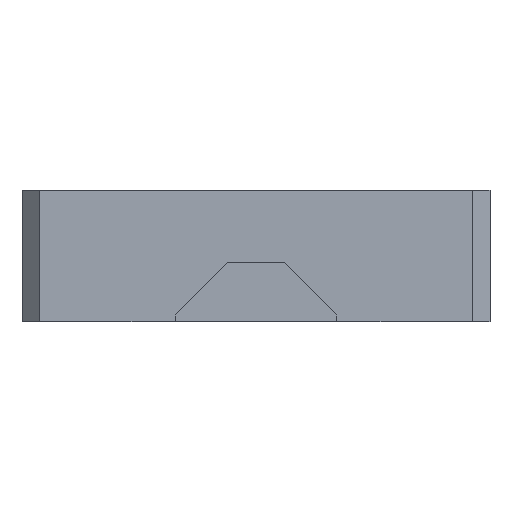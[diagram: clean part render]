
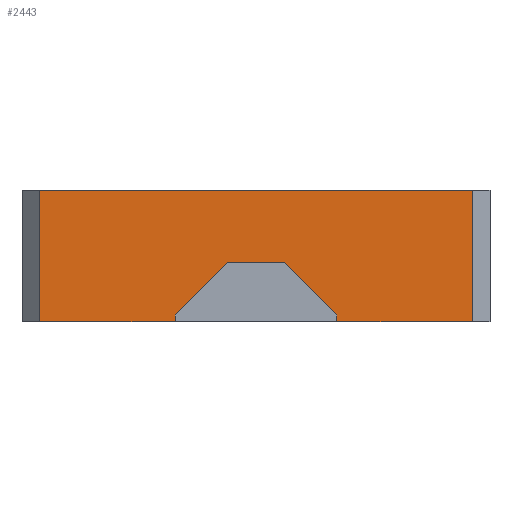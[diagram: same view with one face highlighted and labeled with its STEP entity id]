
A CAD part, left-side view. The second image highlights one B-rep face of the part: STEP entity #2443.
In plain terms, the highlighted planar face has unit normal (-1, 0, 0).
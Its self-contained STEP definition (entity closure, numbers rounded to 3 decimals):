
#98=CIRCLE('',#2590,0.27);
#99=CIRCLE('',#2591,0.27);
#199=FACE_OUTER_BOUND('',#330,.T.);
#330=EDGE_LOOP('',(#1823,#1824,#1825,#1826,#1827,#1828,#1829,#1830,#1831,
#1832,#1833,#1834));
#473=LINE('',#3501,#749);
#619=LINE('',#3782,#895);
#622=LINE('',#3788,#898);
#623=LINE('',#3790,#899);
#624=LINE('',#3792,#900);
#625=LINE('',#3794,#901);
#626=LINE('',#3798,#902);
#627=LINE('',#3802,#903);
#628=LINE('',#3804,#904);
#629=LINE('',#3805,#905);
#749=VECTOR('',#2792,10.);
#895=VECTOR('',#2984,10.);
#898=VECTOR('',#2989,10.);
#899=VECTOR('',#2990,10.);
#900=VECTOR('',#2991,10.);
#901=VECTOR('',#2992,10.);
#902=VECTOR('',#2995,10.);
#903=VECTOR('',#2998,10.);
#904=VECTOR('',#2999,10.);
#905=VECTOR('',#3000,10.);
#1024=VERTEX_POINT('',#3498);
#1025=VERTEX_POINT('',#3500);
#1137=VERTEX_POINT('',#3781);
#1139=VERTEX_POINT('',#3787);
#1140=VERTEX_POINT('',#3789);
#1141=VERTEX_POINT('',#3791);
#1142=VERTEX_POINT('',#3793);
#1143=VERTEX_POINT('',#3795);
#1144=VERTEX_POINT('',#3797);
#1145=VERTEX_POINT('',#3799);
#1146=VERTEX_POINT('',#3801);
#1147=VERTEX_POINT('',#3803);
#1257=EDGE_CURVE('',#1024,#1025,#473,.T.);
#1403=EDGE_CURVE('',#1025,#1137,#619,.T.);
#1406=EDGE_CURVE('',#1139,#1024,#622,.T.);
#1407=EDGE_CURVE('',#1139,#1140,#623,.T.);
#1408=EDGE_CURVE('',#1140,#1141,#624,.T.);
#1409=EDGE_CURVE('',#1142,#1141,#625,.T.);
#1410=EDGE_CURVE('',#1143,#1142,#98,.T.);
#1411=EDGE_CURVE('',#1144,#1143,#626,.T.);
#1412=EDGE_CURVE('',#1145,#1144,#99,.T.);
#1413=EDGE_CURVE('',#1146,#1145,#627,.T.);
#1414=EDGE_CURVE('',#1147,#1146,#628,.T.);
#1415=EDGE_CURVE('',#1147,#1137,#629,.T.);
#1823=ORIENTED_EDGE('',*,*,#1403,.F.);
#1824=ORIENTED_EDGE('',*,*,#1257,.F.);
#1825=ORIENTED_EDGE('',*,*,#1406,.F.);
#1826=ORIENTED_EDGE('',*,*,#1407,.T.);
#1827=ORIENTED_EDGE('',*,*,#1408,.T.);
#1828=ORIENTED_EDGE('',*,*,#1409,.F.);
#1829=ORIENTED_EDGE('',*,*,#1410,.F.);
#1830=ORIENTED_EDGE('',*,*,#1411,.F.);
#1831=ORIENTED_EDGE('',*,*,#1412,.F.);
#1832=ORIENTED_EDGE('',*,*,#1413,.F.);
#1833=ORIENTED_EDGE('',*,*,#1414,.F.);
#1834=ORIENTED_EDGE('',*,*,#1415,.T.);
#2354=PLANE('',#2589);
#2443=ADVANCED_FACE('',(#199),#2354,.T.);
#2589=AXIS2_PLACEMENT_3D('',#3786,#2987,#2988);
#2590=AXIS2_PLACEMENT_3D('',#3796,#2993,#2994);
#2591=AXIS2_PLACEMENT_3D('',#3800,#2996,#2997);
#2792=DIRECTION('',(0.,-1.,0.));
#2984=DIRECTION('',(0.,0.,-1.));
#2987=DIRECTION('center_axis',(-1.,0.,0.));
#2988=DIRECTION('ref_axis',(0.,-1.,0.));
#2989=DIRECTION('',(0.,0.,1.));
#2990=DIRECTION('',(0.,-1.,0.));
#2991=DIRECTION('',(0.,0.,1.));
#2992=DIRECTION('',(0.,0.707,-0.707));
#2993=DIRECTION('center_axis',(-1.,0.,0.));
#2994=DIRECTION('ref_axis',(0.,0.383,0.924));
#2995=DIRECTION('',(0.,1.,0.));
#2996=DIRECTION('center_axis',(-1.,0.,0.));
#2997=DIRECTION('ref_axis',(0.,-0.383,0.924));
#2998=DIRECTION('',(0.,0.707,0.707));
#2999=DIRECTION('',(0.,0.,1.));
#3000=DIRECTION('',(0.,-1.,0.));
#3498=CARTESIAN_POINT('',(86.258,729.461,14.));
#3500=CARTESIAN_POINT('',(86.258,683.185,14.));
#3501=CARTESIAN_POINT('',(86.258,731.323,14.));
#3781=CARTESIAN_POINT('',(86.258,683.185,0.));
#3782=CARTESIAN_POINT('',(86.258,683.185,0.));
#3786=CARTESIAN_POINT('Origin',(86.258,731.323,0.));
#3787=CARTESIAN_POINT('',(86.258,729.461,0.));
#3788=CARTESIAN_POINT('',(86.258,729.461,0.));
#3789=CARTESIAN_POINT('',(86.258,714.948,0.));
#3790=CARTESIAN_POINT('',(86.258,731.323,0.));
#3791=CARTESIAN_POINT('',(86.258,714.948,0.7));
#3792=CARTESIAN_POINT('',(86.258,714.948,0.));
#3793=CARTESIAN_POINT('',(86.258,709.378,6.27));
#3794=CARTESIAN_POINT('',(86.258,709.399,6.25));
#3795=CARTESIAN_POINT('',(86.258,709.188,6.349));
#3796=CARTESIAN_POINT('Origin',(86.258,709.188,6.079));
#3797=CARTESIAN_POINT('',(86.258,703.459,6.349));
#3798=CARTESIAN_POINT('',(86.258,697.698,6.349));
#3799=CARTESIAN_POINT('',(86.258,703.268,6.27));
#3800=CARTESIAN_POINT('Origin',(86.258,703.459,6.079));
#3801=CARTESIAN_POINT('',(86.258,697.698,0.7));
#3802=CARTESIAN_POINT('',(86.258,698.935,1.937));
#3803=CARTESIAN_POINT('',(86.258,697.698,0.));
#3804=CARTESIAN_POINT('',(86.258,697.698,0.));
#3805=CARTESIAN_POINT('',(86.258,731.323,0.));
